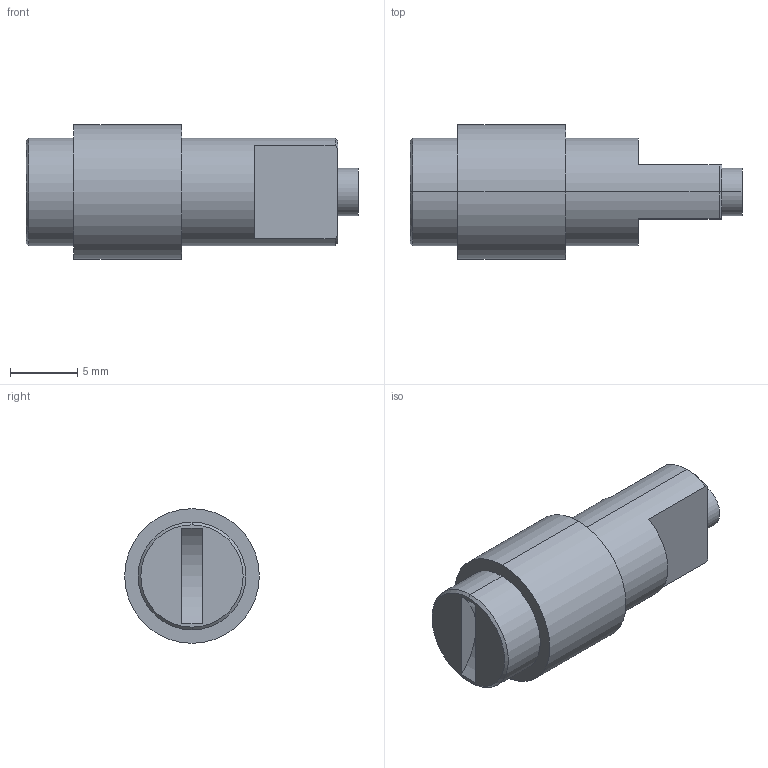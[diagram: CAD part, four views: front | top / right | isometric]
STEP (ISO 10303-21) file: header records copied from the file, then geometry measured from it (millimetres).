
FILE_DESCRIPTION (( 'STEP AP214' ), '1' );
FILE_NAME ('1960-I.STEP', '2017-04-05T12:32:42', ( '' ), ( '' ), 'SwSTEP 2.0', 'SolidWorks 2016', '' );
FILE_SCHEMA (( 'AUTOMOTIVE_DESIGN' ));
Length unit declared in the file: millimetre
Products named in the file (1): 1960-I
Bounding box: 24.65 x 10 x 10 mm (x, y, z)
Volume: 1257.4 mm3; surface area: 818 mm2
Topology: 1 solids, 1 shells, 29 faces, 64 edges, 40 vertices
Faces by surface type: cylinder 11, plane 11, cone 7
Entity records: 833 total; most frequent: DIRECTION 149, CARTESIAN_POINT 144, ORIENTED_EDGE 124, EDGE_CURVE 62, AXIS2_PLACEMENT_3D 61, VERTEX_POINT 40, EDGE_LOOP 34, CIRCLE 31
